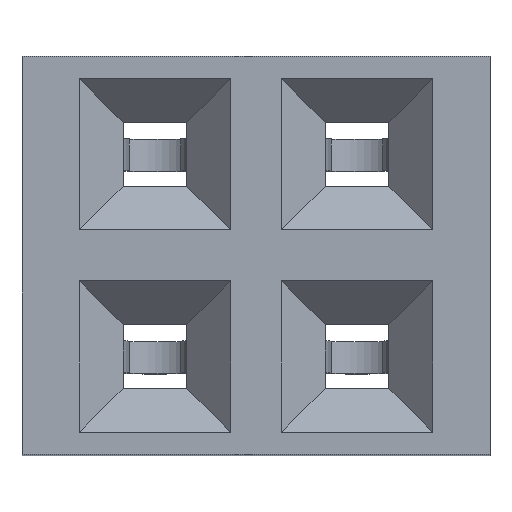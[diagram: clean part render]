
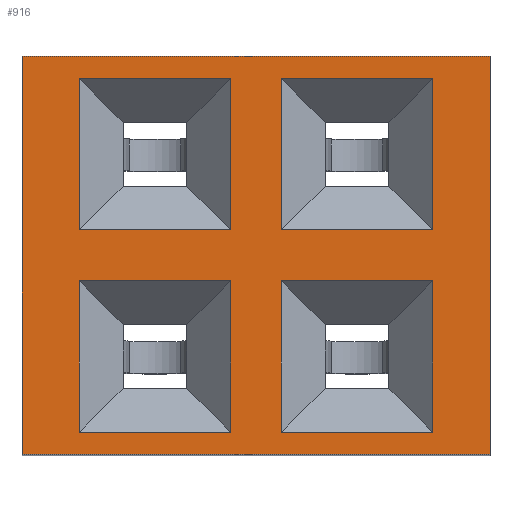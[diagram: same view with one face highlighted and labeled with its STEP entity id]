
A CAD part, top view. The second image highlights one B-rep face of the part: STEP entity #916.
In plain terms, the highlighted planar face has unit normal (0, 0, 1).
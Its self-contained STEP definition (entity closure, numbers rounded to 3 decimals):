
#916=ADVANCED_FACE('',(#1794,#1796,#1798,#1800,#1802),#1804,.T.);
#1794=FACE_BOUND('',#1795,.T.);
#1795=EDGE_LOOP('',(#2514,#2515,#2516,#2517));
#1796=FACE_BOUND('',#1797,.T.);
#1797=EDGE_LOOP('',(#2518,#2519,#2520,#2521));
#1798=FACE_BOUND('',#1799,.T.);
#1799=EDGE_LOOP('',(#2522,#2523,#2524,#2525));
#1800=FACE_BOUND('',#1801,.T.);
#1801=EDGE_LOOP('',(#2526,#2527,#2528,#2529));
#1802=FACE_BOUND('',#1803,.T.);
#1803=EDGE_LOOP('',(#2530,#2531,#2532,#2533));
#1804=PLANE('',#1805);
#1805=AXIS2_PLACEMENT_3D('',#1806,#1807,#1808);
#1806=CARTESIAN_POINT('',(4.21,-1.23,8.5));
#1807=DIRECTION('',(0.,-0.,1.));
#1808=DIRECTION('',(0.,1.,0.));
#2514=ORIENTED_EDGE('',*,*,#2923,.T.);
#2515=ORIENTED_EDGE('',*,*,#2969,.T.);
#2516=ORIENTED_EDGE('',*,*,#2929,.F.);
#2517=ORIENTED_EDGE('',*,*,#2970,.F.);
#2518=ORIENTED_EDGE('',*,*,#2956,.T.);
#2519=ORIENTED_EDGE('',*,*,#2903,.T.);
#2520=ORIENTED_EDGE('',*,*,#2957,.T.);
#2521=ORIENTED_EDGE('',*,*,#2906,.T.);
#2522=ORIENTED_EDGE('',*,*,#2952,.T.);
#2523=ORIENTED_EDGE('',*,*,#2915,.T.);
#2524=ORIENTED_EDGE('',*,*,#2953,.T.);
#2525=ORIENTED_EDGE('',*,*,#2918,.T.);
#2526=ORIENTED_EDGE('',*,*,#2971,.T.);
#2527=ORIENTED_EDGE('',*,*,#2972,.T.);
#2528=ORIENTED_EDGE('',*,*,#2973,.T.);
#2529=ORIENTED_EDGE('',*,*,#2974,.T.);
#2530=ORIENTED_EDGE('',*,*,#2954,.T.);
#2531=ORIENTED_EDGE('',*,*,#2909,.T.);
#2532=ORIENTED_EDGE('',*,*,#2955,.T.);
#2533=ORIENTED_EDGE('',*,*,#2912,.T.);
#2903=EDGE_CURVE('',#3347,#3348,#3349,.F.);
#2906=EDGE_CURVE('',#3352,#3353,#3354,.F.);
#2909=EDGE_CURVE('',#3357,#3358,#3359,.F.);
#2912=EDGE_CURVE('',#3362,#3363,#3364,.F.);
#2915=EDGE_CURVE('',#3367,#3368,#3369,.F.);
#2918=EDGE_CURVE('',#3372,#3373,#3374,.F.);
#2923=EDGE_CURVE('',#3381,#3379,#3382,.T.);
#2929=EDGE_CURVE('',#3389,#3391,#3392,.T.);
#2952=EDGE_CURVE('',#3373,#3367,#3430,.F.);
#2953=EDGE_CURVE('',#3368,#3372,#3431,.F.);
#2954=EDGE_CURVE('',#3363,#3357,#3432,.F.);
#2955=EDGE_CURVE('',#3358,#3362,#3433,.F.);
#2956=EDGE_CURVE('',#3353,#3347,#3434,.F.);
#2957=EDGE_CURVE('',#3348,#3352,#3435,.F.);
#2969=EDGE_CURVE('',#3379,#3391,#3451,.T.);
#2970=EDGE_CURVE('',#3381,#3389,#3452,.T.);
#2971=EDGE_CURVE('',#3453,#3454,#3455,.F.);
#2972=EDGE_CURVE('',#3454,#3456,#3457,.F.);
#2973=EDGE_CURVE('',#3456,#3458,#3459,.F.);
#2974=EDGE_CURVE('',#3458,#3453,#3460,.F.);
#3347=VERTEX_POINT('',#4223);
#3348=VERTEX_POINT('',#4224);
#3349=LINE('',#4225,#4226);
#3352=VERTEX_POINT('',#4234);
#3353=VERTEX_POINT('',#4235);
#3354=LINE('',#4236,#4237);
#3357=VERTEX_POINT('',#4245);
#3358=VERTEX_POINT('',#4246);
#3359=LINE('',#4247,#4248);
#3362=VERTEX_POINT('',#4256);
#3363=VERTEX_POINT('',#4257);
#3364=LINE('',#4258,#4259);
#3367=VERTEX_POINT('',#4267);
#3368=VERTEX_POINT('',#4268);
#3369=LINE('',#4269,#4270);
#3372=VERTEX_POINT('',#4278);
#3373=VERTEX_POINT('',#4279);
#3374=LINE('',#4280,#4281);
#3379=VERTEX_POINT('',#4293);
#3381=VERTEX_POINT('',#4297);
#3382=LINE('',#4298,#4299);
#3389=VERTEX_POINT('',#4315);
#3391=VERTEX_POINT('',#4319);
#3392=LINE('',#4320,#4321);
#3430=LINE('',#4404,#4405);
#3431=LINE('',#4407,#4408);
#3432=LINE('',#4410,#4411);
#3433=LINE('',#4413,#4414);
#3434=LINE('',#4416,#4417);
#3435=LINE('',#4419,#4420);
#3451=LINE('',#4459,#4460);
#3452=LINE('',#4462,#4463);
#3453=VERTEX_POINT('',#4465);
#3454=VERTEX_POINT('',#4466);
#3455=LINE('',#4467,#4468);
#3456=VERTEX_POINT('',#4470);
#3457=LINE('',#4471,#4472);
#3458=VERTEX_POINT('',#4474);
#3459=LINE('',#4475,#4476);
#3460=LINE('',#4478,#4479);
#4223=CARTESIAN_POINT('',(3.49,3.49,8.5));
#4224=CARTESIAN_POINT('',(3.49,1.59,8.5));
#4225=CARTESIAN_POINT('',(3.49,1.59,8.5));
#4226=VECTOR('',#4227,1.);
#4227=DIRECTION('',(0.,1.,0.));
#4234=CARTESIAN_POINT('',(1.59,1.59,8.5));
#4235=CARTESIAN_POINT('',(1.59,3.49,8.5));
#4236=CARTESIAN_POINT('',(1.59,3.49,8.5));
#4237=VECTOR('',#4238,1.);
#4238=DIRECTION('',(0.,-1.,0.));
#4245=CARTESIAN_POINT('',(0.95,3.49,8.5));
#4246=CARTESIAN_POINT('',(0.95,1.59,8.5));
#4247=CARTESIAN_POINT('',(0.95,1.59,8.5));
#4248=VECTOR('',#4249,1.);
#4249=DIRECTION('',(0.,1.,0.));
#4256=CARTESIAN_POINT('',(-0.95,1.59,8.5));
#4257=CARTESIAN_POINT('',(-0.95,3.49,8.5));
#4258=CARTESIAN_POINT('',(-0.95,3.49,8.5));
#4259=VECTOR('',#4260,1.);
#4260=DIRECTION('',(0.,-1.,0.));
#4267=CARTESIAN_POINT('',(3.49,0.95,8.5));
#4268=CARTESIAN_POINT('',(3.49,-0.95,8.5));
#4269=CARTESIAN_POINT('',(3.49,-0.95,8.5));
#4270=VECTOR('',#4271,1.);
#4271=DIRECTION('',(0.,1.,0.));
#4278=CARTESIAN_POINT('',(1.59,-0.95,8.5));
#4279=CARTESIAN_POINT('',(1.59,0.95,8.5));
#4280=CARTESIAN_POINT('',(1.59,0.95,8.5));
#4281=VECTOR('',#4282,1.);
#4282=DIRECTION('',(0.,-1.,0.));
#4293=CARTESIAN_POINT('',(4.21,3.77,8.5));
#4297=CARTESIAN_POINT('',(4.21,-1.23,8.5));
#4298=CARTESIAN_POINT('',(4.21,-1.23,8.5));
#4299=VECTOR('',#4300,1.);
#4300=DIRECTION('',(0.,1.,0.));
#4315=CARTESIAN_POINT('',(-1.67,-1.23,8.5));
#4319=CARTESIAN_POINT('',(-1.67,3.77,8.5));
#4320=CARTESIAN_POINT('',(-1.67,-1.23,8.5));
#4321=VECTOR('',#4322,1.);
#4322=DIRECTION('',(0.,1.,0.));
#4404=CARTESIAN_POINT('',(3.49,0.95,8.5));
#4405=VECTOR('',#4406,1.);
#4406=DIRECTION('',(-1.,0.,0.));
#4407=CARTESIAN_POINT('',(1.59,-0.95,8.5));
#4408=VECTOR('',#4409,1.);
#4409=DIRECTION('',(1.,0.,0.));
#4410=CARTESIAN_POINT('',(0.95,3.49,8.5));
#4411=VECTOR('',#4412,1.);
#4412=DIRECTION('',(-1.,0.,0.));
#4413=CARTESIAN_POINT('',(-0.95,1.59,8.5));
#4414=VECTOR('',#4415,1.);
#4415=DIRECTION('',(1.,0.,0.));
#4416=CARTESIAN_POINT('',(3.49,3.49,8.5));
#4417=VECTOR('',#4418,1.);
#4418=DIRECTION('',(-1.,0.,0.));
#4419=CARTESIAN_POINT('',(1.59,1.59,8.5));
#4420=VECTOR('',#4421,1.);
#4421=DIRECTION('',(1.,0.,0.));
#4459=CARTESIAN_POINT('',(4.21,3.77,8.5));
#4460=VECTOR('',#4461,1.);
#4461=DIRECTION('',(-1.,0.,0.));
#4462=CARTESIAN_POINT('',(4.21,-1.23,8.5));
#4463=VECTOR('',#4464,1.);
#4464=DIRECTION('',(-1.,0.,0.));
#4465=CARTESIAN_POINT('',(-0.95,0.95,8.5));
#4466=CARTESIAN_POINT('',(0.95,0.95,8.5));
#4467=CARTESIAN_POINT('',(0.95,0.95,8.5));
#4468=VECTOR('',#4469,1.);
#4469=DIRECTION('',(-1.,0.,0.));
#4470=CARTESIAN_POINT('',(0.95,-0.95,8.5));
#4471=CARTESIAN_POINT('',(0.95,-0.95,8.5));
#4472=VECTOR('',#4473,1.);
#4473=DIRECTION('',(0.,1.,0.));
#4474=CARTESIAN_POINT('',(-0.95,-0.95,8.5));
#4475=CARTESIAN_POINT('',(-0.95,-0.95,8.5));
#4476=VECTOR('',#4477,1.);
#4477=DIRECTION('',(1.,0.,0.));
#4478=CARTESIAN_POINT('',(-0.95,0.95,8.5));
#4479=VECTOR('',#4480,1.);
#4480=DIRECTION('',(0.,-1.,0.));
